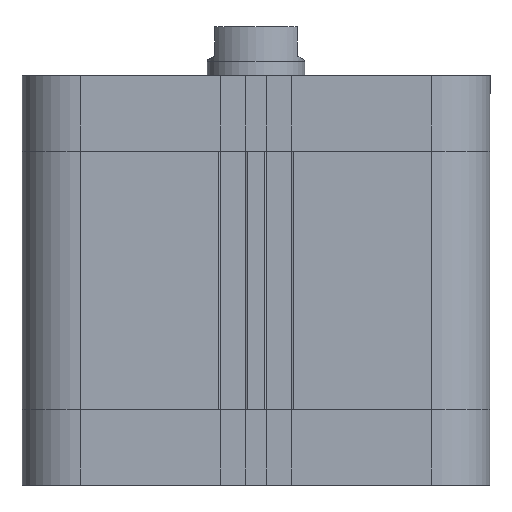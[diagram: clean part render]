
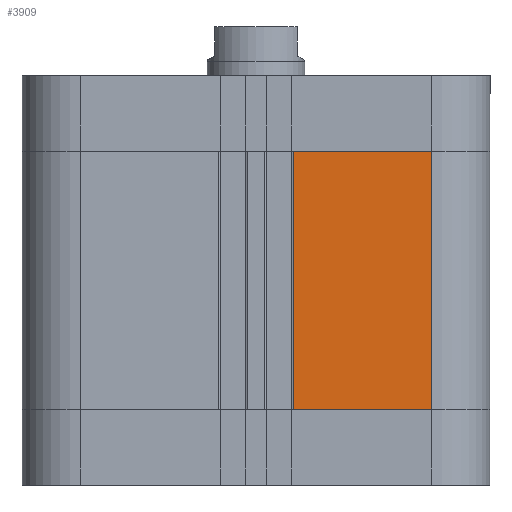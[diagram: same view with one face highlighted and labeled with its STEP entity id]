
A CAD part, front view. The second image highlights one B-rep face of the part: STEP entity #3909.
In plain terms, the highlighted planar face has unit normal (0, -1, 0).
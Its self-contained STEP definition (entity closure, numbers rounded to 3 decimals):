
#3851=CARTESIAN_POINT('',(-36.,-48.0,26.5));
#3852=VERTEX_POINT('',#3851);
#3861=CARTESIAN_POINT('',(-36.,-48.0,-26.5));
#3862=VERTEX_POINT('',#3861);
#3870=CARTESIAN_POINT('',(-36.,-48.0,-26.5));
#3871=DIRECTION('',(0.0,0.0,1.0));
#3872=VECTOR('',#3871,53.);
#3873=LINE('',#3870,#3872);
#3874=EDGE_CURVE('',#3862,#3852,#3873,.T.);
#3879=CARTESIAN_POINT('',(-36.,-48.0,0.0));
#3880=DIRECTION('',(0.0,1.0,0.0));
#3881=DIRECTION('',(0.0,0.0,-1.0));
#3882=AXIS2_PLACEMENT_3D('',#3879,#3880,#3881);
#3883=PLANE('',#3882);
#3884=CARTESIAN_POINT('',(-7.6,-48.,26.5));
#3885=VERTEX_POINT('',#3884);
#3886=CARTESIAN_POINT('',(-36.,-48.0,26.5));
#3887=DIRECTION('',(1.0,0.0,0.0));
#3888=VECTOR('',#3887,28.4);
#3889=LINE('',#3886,#3888);
#3890=EDGE_CURVE('',#3852,#3885,#3889,.T.);
#3891=ORIENTED_EDGE('',*,*,#3890,.F.);
#3892=ORIENTED_EDGE('',*,*,#3874,.F.);
#3893=CARTESIAN_POINT('',(-7.6,-48.,-26.5));
#3894=VERTEX_POINT('',#3893);
#3895=CARTESIAN_POINT('',(-7.6,-48.,-26.5));
#3896=DIRECTION('',(-1.0,0.0,0.0));
#3897=VECTOR('',#3896,28.4);
#3898=LINE('',#3895,#3897);
#3899=EDGE_CURVE('',#3894,#3862,#3898,.T.);
#3900=ORIENTED_EDGE('',*,*,#3899,.F.);
#3901=CARTESIAN_POINT('',(-7.6,-48.,-26.5));
#3902=DIRECTION('',(0.0,0.0,1.0));
#3903=VECTOR('',#3902,53.);
#3904=LINE('',#3901,#3903);
#3905=EDGE_CURVE('',#3894,#3885,#3904,.T.);
#3906=ORIENTED_EDGE('',*,*,#3905,.T.);
#3907=EDGE_LOOP('',(#3891,#3892,#3900,#3906));
#3908=FACE_OUTER_BOUND('',#3907,.T.);
#3909=ADVANCED_FACE('',(#3908),#3883,.F.);
